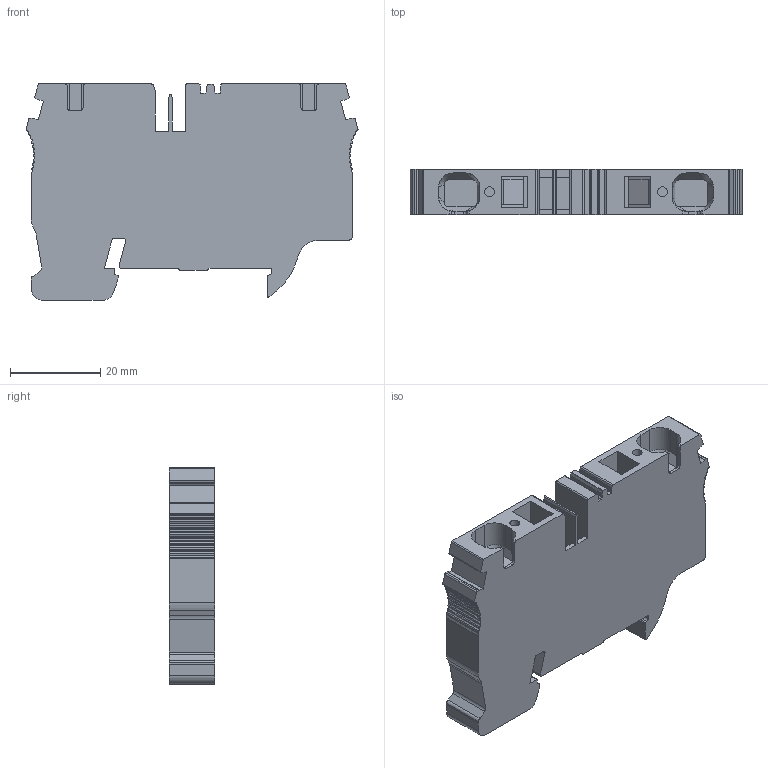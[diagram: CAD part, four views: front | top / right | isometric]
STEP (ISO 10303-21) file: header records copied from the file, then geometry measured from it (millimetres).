
FILE_DESCRIPTION(/* description */ ('Unknown'),/* implementation_level */ '2;1');
FILE_NAME(/* name */ 'SGQ10_SOLID',/* time_stamp */ '2025-11-25T09:59:05+05:00',/* author */ ('Unknown'),/* organization */ ('Unknown'),/* preprocessor_version */ 'ST-DEVELOPER v16.7',/* originating_system */ 'Solid Edge',/* authorisation */ 'Unknown');
FILE_SCHEMA (('AUTOMOTIVE_DESIGN {1 0 10303 214 3 1 1}'));
Length unit declared in the file: millimetre
Products named in the file (1): SGQ10_SOLID
Bounding box: 73.74 x 10 x 48 mm (x, y, z)
Volume: 26795.4 mm3; surface area: 9898 mm2
Topology: 1 solids, 1 shells, 260 faces, 750 edges, 496 vertices
Faces by surface type: cylinder 129, plane 121, bspline 10
Full cylindrical faces by diameter (mm): 2.2 x2
Entity records: 9953 total; most frequent: CARTESIAN_POINT 2922, ORIENTED_EDGE 1496, DIRECTION 1483, EDGE_CURVE 748, AXIS2_PLACEMENT_3D 509, VERTEX_POINT 496, LINE 465, VECTOR 465
